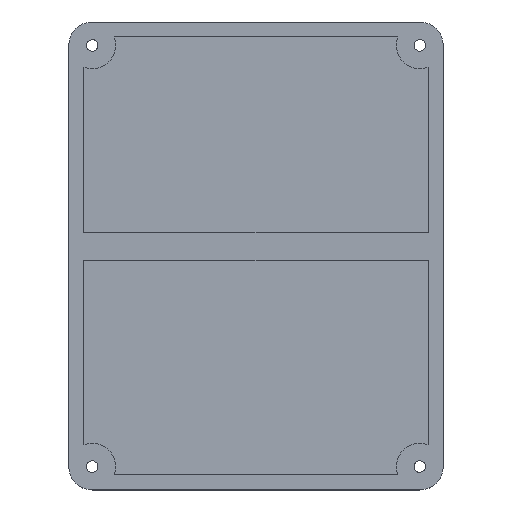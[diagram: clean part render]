
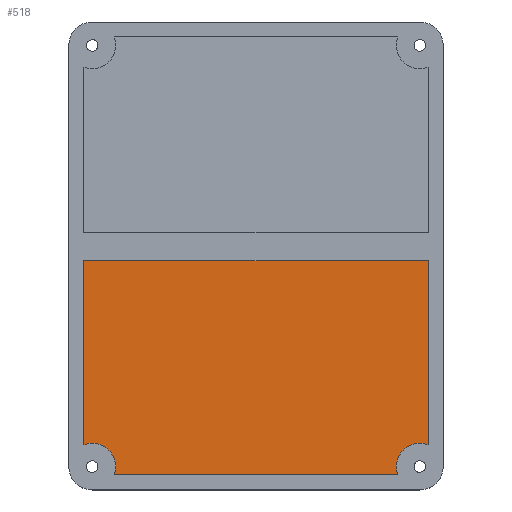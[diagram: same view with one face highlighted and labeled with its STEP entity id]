
A CAD part, top view. The second image highlights one B-rep face of the part: STEP entity #518.
In plain terms, the highlighted planar face has unit normal (0, 0, 1).
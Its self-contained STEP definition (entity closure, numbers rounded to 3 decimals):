
#463=CARTESIAN_POINT('Axis2P3D Location',(0.,0.,2.)) ;
#468=CARTESIAN_POINT('Axis2P3D Location',(35.,-45.,2.)) ;
#472=CARTESIAN_POINT('Vertex',(30.335,-46.8,2.)) ;
#474=CARTESIAN_POINT('Vertex',(36.8,-40.335,2.)) ;
#477=CARTESIAN_POINT('Line Origine',(36.8,-20.668,2.)) ;
#481=CARTESIAN_POINT('Vertex',(36.8,-1.,2.)) ;
#484=CARTESIAN_POINT('Line Origine',(0.,-1.,2.)) ;
#488=CARTESIAN_POINT('Vertex',(-36.8,-1.,2.)) ;
#491=CARTESIAN_POINT('Line Origine',(-36.8,-20.668,2.)) ;
#495=CARTESIAN_POINT('Vertex',(-36.8,-40.335,2.)) ;
#498=CARTESIAN_POINT('Axis2P3D Location',(-35.,-45.,2.)) ;
#502=CARTESIAN_POINT('Vertex',(-30.335,-46.8,2.)) ;
#505=CARTESIAN_POINT('Line Origine',(0.,-46.8,2.)) ;
#464=DIRECTION('Axis2P3D Direction',(0.,0.,1.)) ;
#465=DIRECTION('Axis2P3D XDirection',(1.,0.,0.)) ;
#469=DIRECTION('Axis2P3D Direction',(0.,0.,1.)) ;
#478=DIRECTION('Vector Direction',(0.,1.,0.)) ;
#485=DIRECTION('Vector Direction',(1.,0.,0.)) ;
#492=DIRECTION('Vector Direction',(0.,-1.,0.)) ;
#499=DIRECTION('Axis2P3D Direction',(0.,0.,1.)) ;
#506=DIRECTION('Vector Direction',(-1.,0.,0.)) ;
#466=AXIS2_PLACEMENT_3D('Plane Axis2P3D',#463,#464,#465) ;
#470=AXIS2_PLACEMENT_3D('Circle Axis2P3D',#468,#469,$) ;
#500=AXIS2_PLACEMENT_3D('Circle Axis2P3D',#498,#499,$) ;
#511=ORIENTED_EDGE('',*,*,#476,.T.) ;
#512=ORIENTED_EDGE('',*,*,#483,.T.) ;
#513=ORIENTED_EDGE('',*,*,#490,.T.) ;
#514=ORIENTED_EDGE('',*,*,#497,.T.) ;
#515=ORIENTED_EDGE('',*,*,#504,.T.) ;
#516=ORIENTED_EDGE('',*,*,#509,.T.) ;
#479=VECTOR('Line Direction',#478,1.) ;
#486=VECTOR('Line Direction',#485,1.) ;
#493=VECTOR('Line Direction',#492,1.) ;
#507=VECTOR('Line Direction',#506,1.) ;
#518=ADVANCED_FACE('PartBody',(#517),#467,.T.) ;
#471=CIRCLE('generated circle',#470,5.) ;
#501=CIRCLE('generated circle',#500,5.) ;
#476=EDGE_CURVE('',#473,#475,#471,.F.) ;
#483=EDGE_CURVE('',#475,#482,#480,.T.) ;
#490=EDGE_CURVE('',#482,#489,#487,.F.) ;
#497=EDGE_CURVE('',#489,#496,#494,.T.) ;
#504=EDGE_CURVE('',#496,#503,#501,.F.) ;
#509=EDGE_CURVE('',#503,#473,#508,.F.) ;
#510=EDGE_LOOP('',(#511,#512,#513,#514,#515,#516)) ;
#517=FACE_OUTER_BOUND('',#510,.T.) ;
#480=LINE('Line',#477,#479) ;
#487=LINE('Line',#484,#486) ;
#494=LINE('Line',#491,#493) ;
#508=LINE('Line',#505,#507) ;
#467=PLANE('',#466) ;
#473=VERTEX_POINT('',#472) ;
#475=VERTEX_POINT('',#474) ;
#482=VERTEX_POINT('',#481) ;
#489=VERTEX_POINT('',#488) ;
#496=VERTEX_POINT('',#495) ;
#503=VERTEX_POINT('',#502) ;
